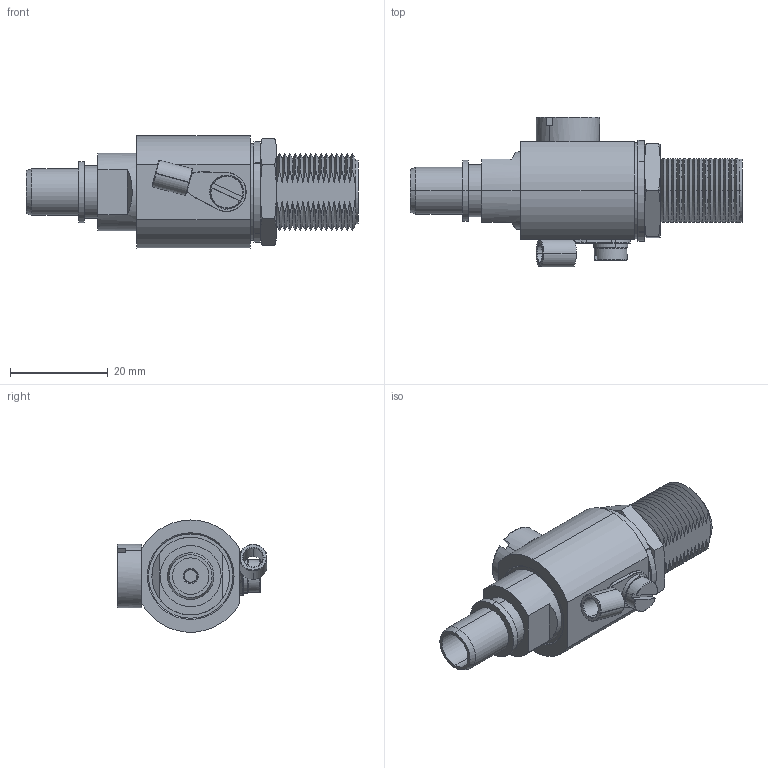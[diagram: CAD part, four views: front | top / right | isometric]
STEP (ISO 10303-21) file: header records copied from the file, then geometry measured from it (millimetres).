
FILE_DESCRIPTION (( 'STEP AP214' ), '1' );
FILE_NAME ('AL6-NF-14-9.STEP', '2018-10-25T18:04:30', ( '' ), ( '' ), 'SwSTEP 2.0', 'SolidWorks 2017', '' );
FILE_SCHEMA (( 'AUTOMOTIVE_DESIGN' ));
Length unit declared in the file: inch
Products named in the file (12): AL6-NF-14-9-MA5; AL6-NF-14-9; AL6-NF-14-9-MA6; AL6-NF-14-9-MA2; AL6-NF-14-9-MA3; AL6-NF-14-9-MA9; AL6-NF-14-9-MA4; AL6-NF-14-9-MA8; AL6-NF-14-9-MA7; AL6-NF-14-9-MA1; AL6-NF-14-9-MA10; AL6-NF-14-9-MA11
Assembly tree (11 placements, depth 2):
  AL6-NF-14-9
    AL6-NF-14-9-MA1
    AL6-NF-14-9-MA3
    AL6-NF-14-9-MA2
    AL6-NF-14-9-MA5
    AL6-NF-14-9-MA4
    AL6-NF-14-9-MA6
    AL6-NF-14-9-MA8
    AL6-NF-14-9-MA7
    AL6-NF-14-9-MA9
    AL6-NF-14-9-MA10
    AL6-NF-14-9-MA11
Bounding box: 68.07 x 30.71 x 22.97 mm (x, y, z)
Volume: 15331 mm3; surface area: 9643.4 mm2
Topology: 13 solids, 13 shells, 768 faces, 1951 edges, 1228 vertices
Faces by surface type: plane 304, cylinder 178, cone 165, torus 99, bspline 22
Entity records: 26447 total; most frequent: CARTESIAN_POINT 6892, ORIENTED_EDGE 3902, DIRECTION 3860, EDGE_CURVE 1951, AXIS2_PLACEMENT_3D 1491, VERTEX_POINT 1228, LINE 878, VECTOR 878
